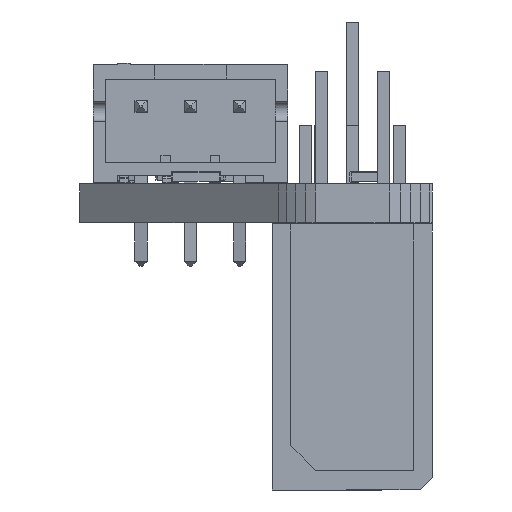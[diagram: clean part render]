
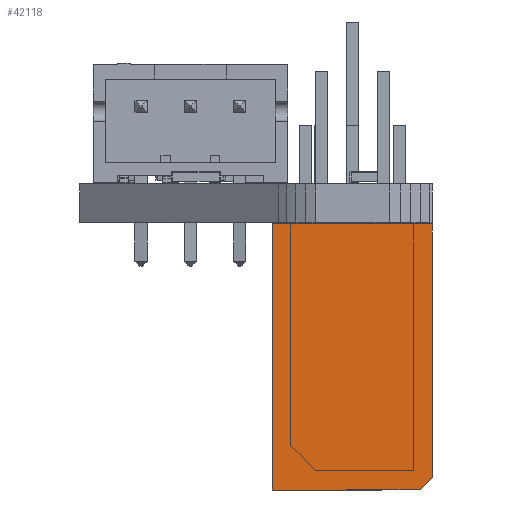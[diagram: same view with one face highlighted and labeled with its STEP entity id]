
A CAD part, left-side view. The second image highlights one B-rep face of the part: STEP entity #42118.
In plain terms, the highlighted planar face has unit normal (-1, 0, 0).
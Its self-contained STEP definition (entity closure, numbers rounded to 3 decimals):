
#37476 = PLANE('',#37477);
#37477 = AXIS2_PLACEMENT_3D('',#37478,#37479,#37480);
#37478 = CARTESIAN_POINT('',(-6.16,0.,10.8));
#37479 = DIRECTION('',(0.,0.,1.));
#37480 = DIRECTION('',(1.,0.,-0.));
#41463 = PLANE('',#41464);
#41464 = AXIS2_PLACEMENT_3D('',#41465,#41466,#41467);
#41465 = CARTESIAN_POINT('',(0.,3.25,5.4));
#41466 = DIRECTION('',(0.,1.,0.));
#41467 = DIRECTION('',(0.,-0.,1.));
#41595 = PLANE('',#41596);
#41596 = AXIS2_PLACEMENT_3D('',#41597,#41598,#41599);
#41597 = CARTESIAN_POINT('',(0.,-3.25,5.4));
#41598 = DIRECTION('',(0.,-1.,0.));
#41599 = DIRECTION('',(0.,0.,-1.));
#41656 = VERTEX_POINT('',#41657);
#41657 = CARTESIAN_POINT('',(-6.16,3.25,0.));
#41671 = PLANE('',#41672);
#41672 = AXIS2_PLACEMENT_3D('',#41673,#41674,#41675);
#41673 = CARTESIAN_POINT('',(6.16,0.,0.));
#41674 = DIRECTION('',(0.,0.,-1.));
#41675 = DIRECTION('',(-1.,0.,0.));
#41683 = EDGE_CURVE('',#41684,#41656,#41686,.T.);
#41684 = VERTEX_POINT('',#41685);
#41685 = CARTESIAN_POINT('',(-6.16,3.25,10.3));
#41686 = SURFACE_CURVE('',#41687,(#41691,#41698),.PCURVE_S1.);
#41687 = LINE('',#41688,#41689);
#41688 = CARTESIAN_POINT('',(-6.16,3.25,2.7));
#41689 = VECTOR('',#41690,1.);
#41690 = DIRECTION('',(0.,0.,-1.));
#41691 = PCURVE('',#41463,#41692);
#41692 = DEFINITIONAL_REPRESENTATION('',(#41693),#41697);
#41693 = LINE('',#41694,#41695);
#41694 = CARTESIAN_POINT('',(-2.7,-6.16));
#41695 = VECTOR('',#41696,1.);
#41696 = DIRECTION('',(-1.,0.));
#41697 = ( GEOMETRIC_REPRESENTATION_CONTEXT(2) 
PARAMETRIC_REPRESENTATION_CONTEXT() REPRESENTATION_CONTEXT('2D SPACE',''
  ) );
#41698 = PCURVE('',#41699,#41704);
#41699 = PLANE('',#41700);
#41700 = AXIS2_PLACEMENT_3D('',#41701,#41702,#41703);
#41701 = CARTESIAN_POINT('',(-6.16,0.,0.));
#41702 = DIRECTION('',(-1.,0.,0.));
#41703 = DIRECTION('',(0.,0.,1.));
#41704 = DEFINITIONAL_REPRESENTATION('',(#41705),#41709);
#41705 = LINE('',#41706,#41707);
#41706 = CARTESIAN_POINT('',(2.7,3.25));
#41707 = VECTOR('',#41708,1.);
#41708 = DIRECTION('',(-1.,0.));
#41709 = ( GEOMETRIC_REPRESENTATION_CONTEXT(2) 
PARAMETRIC_REPRESENTATION_CONTEXT() REPRESENTATION_CONTEXT('2D SPACE',''
  ) );
#41727 = PLANE('',#41728);
#41728 = AXIS2_PLACEMENT_3D('',#41729,#41730,#41731);
#41729 = CARTESIAN_POINT('',(-3.08,3.,10.55));
#41730 = DIRECTION('',(0.,0.707,0.707));
#41731 = DIRECTION('',(1.,0.,-0.));
#41792 = EDGE_CURVE('',#41684,#41793,#41795,.T.);
#41793 = VERTEX_POINT('',#41794);
#41794 = CARTESIAN_POINT('',(-6.16,2.75,10.8));
#41795 = SURFACE_CURVE('',#41796,(#41800,#41807),.PCURVE_S1.);
#41796 = LINE('',#41797,#41798);
#41797 = CARTESIAN_POINT('',(-6.16,4.888,8.663));
#41798 = VECTOR('',#41799,1.);
#41799 = DIRECTION('',(0.,-0.707,0.707)
  );
#41800 = PCURVE('',#41727,#41801);
#41801 = DEFINITIONAL_REPRESENTATION('',(#41802),#41806);
#41802 = LINE('',#41803,#41804);
#41803 = CARTESIAN_POINT('',(-3.08,2.669));
#41804 = VECTOR('',#41805,1.);
#41805 = DIRECTION('',(0.,-1.));
#41806 = ( GEOMETRIC_REPRESENTATION_CONTEXT(2) 
PARAMETRIC_REPRESENTATION_CONTEXT() REPRESENTATION_CONTEXT('2D SPACE',''
  ) );
#41807 = PCURVE('',#41699,#41808);
#41808 = DEFINITIONAL_REPRESENTATION('',(#41809),#41813);
#41809 = LINE('',#41810,#41811);
#41810 = CARTESIAN_POINT('',(8.663,4.888));
#41811 = VECTOR('',#41812,1.);
#41812 = DIRECTION('',(0.707,-0.707));
#41813 = ( GEOMETRIC_REPRESENTATION_CONTEXT(2) 
PARAMETRIC_REPRESENTATION_CONTEXT() REPRESENTATION_CONTEXT('2D SPACE',''
  ) );
#41936 = VERTEX_POINT('',#41937);
#41937 = CARTESIAN_POINT('',(-6.16,-3.25,10.8));
#41958 = EDGE_CURVE('',#41959,#41936,#41961,.T.);
#41959 = VERTEX_POINT('',#41960);
#41960 = CARTESIAN_POINT('',(-6.16,-3.25,0.));
#41961 = SURFACE_CURVE('',#41962,(#41966,#41973),.PCURVE_S1.);
#41962 = LINE('',#41963,#41964);
#41963 = CARTESIAN_POINT('',(-6.16,-3.25,8.1));
#41964 = VECTOR('',#41965,1.);
#41965 = DIRECTION('',(0.,0.,1.));
#41966 = PCURVE('',#41595,#41967);
#41967 = DEFINITIONAL_REPRESENTATION('',(#41968),#41972);
#41968 = LINE('',#41969,#41970);
#41969 = CARTESIAN_POINT('',(-2.7,-6.16));
#41970 = VECTOR('',#41971,1.);
#41971 = DIRECTION('',(-1.,0.));
#41972 = ( GEOMETRIC_REPRESENTATION_CONTEXT(2) 
PARAMETRIC_REPRESENTATION_CONTEXT() REPRESENTATION_CONTEXT('2D SPACE',''
  ) );
#41973 = PCURVE('',#41699,#41974);
#41974 = DEFINITIONAL_REPRESENTATION('',(#41975),#41979);
#41975 = LINE('',#41976,#41977);
#41976 = CARTESIAN_POINT('',(8.1,-3.25));
#41977 = VECTOR('',#41978,1.);
#41978 = DIRECTION('',(1.,0.));
#41979 = ( GEOMETRIC_REPRESENTATION_CONTEXT(2) 
PARAMETRIC_REPRESENTATION_CONTEXT() REPRESENTATION_CONTEXT('2D SPACE',''
  ) );
#42082 = EDGE_CURVE('',#41936,#41793,#42083,.T.);
#42083 = SURFACE_CURVE('',#42084,(#42088,#42095),.PCURVE_S1.);
#42084 = LINE('',#42085,#42086);
#42085 = CARTESIAN_POINT('',(-6.16,0.,10.8));
#42086 = VECTOR('',#42087,1.);
#42087 = DIRECTION('',(0.,1.,0.));
#42088 = PCURVE('',#37476,#42089);
#42089 = DEFINITIONAL_REPRESENTATION('',(#42090),#42094);
#42090 = LINE('',#42091,#42092);
#42091 = CARTESIAN_POINT('',(0.,0.));
#42092 = VECTOR('',#42093,1.);
#42093 = DIRECTION('',(0.,1.));
#42094 = ( GEOMETRIC_REPRESENTATION_CONTEXT(2) 
PARAMETRIC_REPRESENTATION_CONTEXT() REPRESENTATION_CONTEXT('2D SPACE',''
  ) );
#42095 = PCURVE('',#41699,#42096);
#42096 = DEFINITIONAL_REPRESENTATION('',(#42097),#42101);
#42097 = LINE('',#42098,#42099);
#42098 = CARTESIAN_POINT('',(10.8,0.));
#42099 = VECTOR('',#42100,1.);
#42100 = DIRECTION('',(0.,1.));
#42101 = ( GEOMETRIC_REPRESENTATION_CONTEXT(2) 
PARAMETRIC_REPRESENTATION_CONTEXT() REPRESENTATION_CONTEXT('2D SPACE',''
  ) );
#42118 = ADVANCED_FACE('',(#42119),#41699,.T.);
#42119 = FACE_BOUND('',#42120,.T.);
#42120 = EDGE_LOOP('',(#42121,#42122,#42123,#42144,#42145));
#42121 = ORIENTED_EDGE('',*,*,#41792,.F.);
#42122 = ORIENTED_EDGE('',*,*,#41683,.T.);
#42123 = ORIENTED_EDGE('',*,*,#42124,.T.);
#42124 = EDGE_CURVE('',#41656,#41959,#42125,.T.);
#42125 = SURFACE_CURVE('',#42126,(#42130,#42137),.PCURVE_S1.);
#42126 = LINE('',#42127,#42128);
#42127 = CARTESIAN_POINT('',(-6.16,0.,0.));
#42128 = VECTOR('',#42129,1.);
#42129 = DIRECTION('',(0.,-1.,0.));
#42130 = PCURVE('',#41699,#42131);
#42131 = DEFINITIONAL_REPRESENTATION('',(#42132),#42136);
#42132 = LINE('',#42133,#42134);
#42133 = CARTESIAN_POINT('',(0.,0.));
#42134 = VECTOR('',#42135,1.);
#42135 = DIRECTION('',(0.,-1.));
#42136 = ( GEOMETRIC_REPRESENTATION_CONTEXT(2) 
PARAMETRIC_REPRESENTATION_CONTEXT() REPRESENTATION_CONTEXT('2D SPACE',''
  ) );
#42137 = PCURVE('',#41671,#42138);
#42138 = DEFINITIONAL_REPRESENTATION('',(#42139),#42143);
#42139 = LINE('',#42140,#42141);
#42140 = CARTESIAN_POINT('',(12.319,0.));
#42141 = VECTOR('',#42142,1.);
#42142 = DIRECTION('',(0.,-1.));
#42143 = ( GEOMETRIC_REPRESENTATION_CONTEXT(2) 
PARAMETRIC_REPRESENTATION_CONTEXT() REPRESENTATION_CONTEXT('2D SPACE',''
  ) );
#42144 = ORIENTED_EDGE('',*,*,#41958,.T.);
#42145 = ORIENTED_EDGE('',*,*,#42082,.T.);
